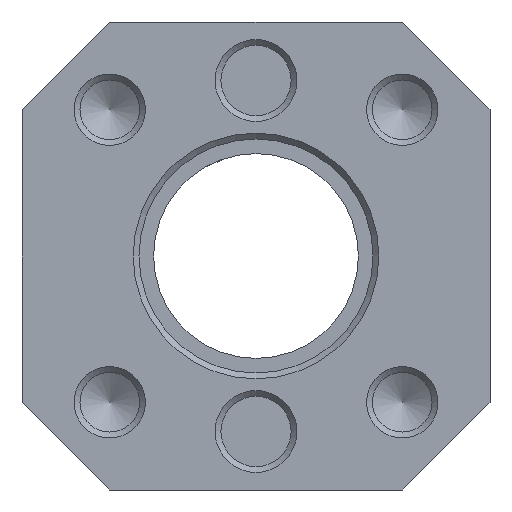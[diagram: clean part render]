
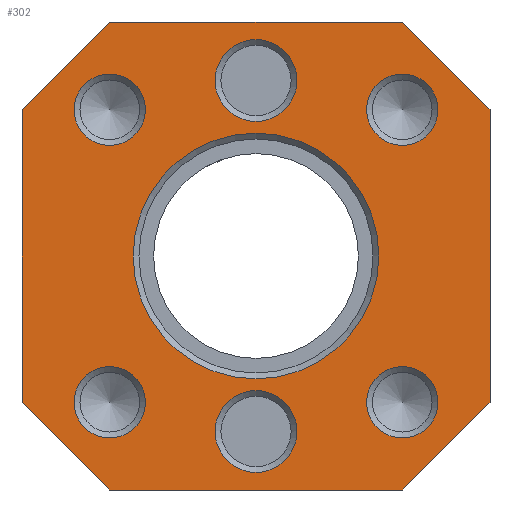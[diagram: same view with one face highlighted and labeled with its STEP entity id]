
A CAD part, front view. The second image highlights one B-rep face of the part: STEP entity #302.
In plain terms, the highlighted planar face has unit normal (0, -1, 0).
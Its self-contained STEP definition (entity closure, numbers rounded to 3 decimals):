
#302 = ADVANCED_FACE( '', ( #745, #746, #747, #748, #749, #750, #751, #752 ), #753, .T. );
#745 = FACE_BOUND( '', #1774, .T. );
#746 = FACE_BOUND( '', #1775, .T. );
#747 = FACE_BOUND( '', #1776, .T. );
#748 = FACE_BOUND( '', #1777, .T. );
#749 = FACE_BOUND( '', #1778, .T. );
#750 = FACE_BOUND( '', #1779, .T. );
#751 = FACE_BOUND( '', #1780, .T. );
#752 = FACE_OUTER_BOUND( '', #1781, .T. );
#753 = PLANE( '', #1782 );
#1774 = EDGE_LOOP( '', ( #2926 ) );
#1775 = EDGE_LOOP( '', ( #2927 ) );
#1776 = EDGE_LOOP( '', ( #2928 ) );
#1777 = EDGE_LOOP( '', ( #2929 ) );
#1778 = EDGE_LOOP( '', ( #2930 ) );
#1779 = EDGE_LOOP( '', ( #2931 ) );
#1780 = EDGE_LOOP( '', ( #2932 ) );
#1781 = EDGE_LOOP( '', ( #2933, #2934, #2935, #2936, #2937, #2938, #2939, #2940 ) );
#1782 = AXIS2_PLACEMENT_3D( '', #2941, #2942, #2943 );
#2926 = ORIENTED_EDGE( '', *, *, #3710, .T. );
#2927 = ORIENTED_EDGE( '', *, *, #3711, .T. );
#2928 = ORIENTED_EDGE( '', *, *, #3600, .T. );
#2929 = ORIENTED_EDGE( '', *, *, #3712, .T. );
#2930 = ORIENTED_EDGE( '', *, *, #3713, .T. );
#2931 = ORIENTED_EDGE( '', *, *, #3649, .T. );
#2932 = ORIENTED_EDGE( '', *, *, #3714, .T. );
#2933 = ORIENTED_EDGE( '', *, *, #3715, .T. );
#2934 = ORIENTED_EDGE( '', *, *, #3716, .T. );
#2935 = ORIENTED_EDGE( '', *, *, #3717, .T. );
#2936 = ORIENTED_EDGE( '', *, *, #3718, .T. );
#2937 = ORIENTED_EDGE( '', *, *, #3719, .T. );
#2938 = ORIENTED_EDGE( '', *, *, #3720, .T. );
#2939 = ORIENTED_EDGE( '', *, *, #3721, .T. );
#2940 = ORIENTED_EDGE( '', *, *, #3722, .T. );
#2941 = CARTESIAN_POINT( '', ( -40., -375.5, -40. ) );
#2942 = DIRECTION( '', ( 0., -1., 0. ) );
#2943 = DIRECTION( '', ( 0., 0., -1. ) );
#3600 = EDGE_CURVE( '', #3995, #3995, #3996, .F. );
#3649 = EDGE_CURVE( '', #4071, #4071, #4072, .F. );
#3710 = EDGE_CURVE( '', #4166, #4166, #4167, .F. );
#3711 = EDGE_CURVE( '', #4168, #4168, #4169, .F. );
#3712 = EDGE_CURVE( '', #4170, #4170, #4171, .F. );
#3713 = EDGE_CURVE( '', #4172, #4172, #4173, .F. );
#3714 = EDGE_CURVE( '', #4174, #4174, #4175, .F. );
#3715 = EDGE_CURVE( '', #4176, #4177, #4178, .T. );
#3716 = EDGE_CURVE( '', #4177, #4179, #4180, .F. );
#3717 = EDGE_CURVE( '', #4179, #4181, #4182, .T. );
#3718 = EDGE_CURVE( '', #4181, #4183, #4184, .F. );
#3719 = EDGE_CURVE( '', #4183, #4185, #4186, .T. );
#3720 = EDGE_CURVE( '', #4185, #4187, #4188, .F. );
#3721 = EDGE_CURVE( '', #4187, #4189, #4190, .T. );
#3722 = EDGE_CURVE( '', #4189, #4176, #4191, .F. );
#3995 = VERTEX_POINT( '', #4888 );
#3996 = CIRCLE( '', #4889, 7. );
#4071 = VERTEX_POINT( '', #5267 );
#4072 = CIRCLE( '', #5268, 7. );
#4166 = VERTEX_POINT( '', #5901 );
#4167 = CIRCLE( '', #5902, 21. );
#4168 = VERTEX_POINT( '', #5903 );
#4169 = CIRCLE( '', #5904, 6.1 );
#4170 = VERTEX_POINT( '', #5905 );
#4171 = CIRCLE( '', #5906, 6.1 );
#4172 = VERTEX_POINT( '', #5907 );
#4173 = CIRCLE( '', #5908, 6.1 );
#4174 = VERTEX_POINT( '', #5909 );
#4175 = CIRCLE( '', #5910, 6.1 );
#4176 = VERTEX_POINT( '', #5911 );
#4177 = VERTEX_POINT( '', #5912 );
#4178 = LINE( '', #5913, #5914 );
#4179 = VERTEX_POINT( '', #5915 );
#4180 = LINE( '', #5916, #5917 );
#4181 = VERTEX_POINT( '', #5918 );
#4182 = LINE( '', #5919, #5920 );
#4183 = VERTEX_POINT( '', #5921 );
#4184 = LINE( '', #5922, #5923 );
#4185 = VERTEX_POINT( '', #5924 );
#4186 = LINE( '', #5925, #5926 );
#4187 = VERTEX_POINT( '', #5927 );
#4188 = LINE( '', #5928, #5929 );
#4189 = VERTEX_POINT( '', #5930 );
#4190 = LINE( '', #5931, #5932 );
#4191 = LINE( '', #5933, #5934 );
#4888 = CARTESIAN_POINT( '', ( 0., -375.5, -37. ) );
#4889 = AXIS2_PLACEMENT_3D( '', #7212, #7213, #7214 );
#5267 = CARTESIAN_POINT( '', ( 0., -375.5, 23. ) );
#5268 = AXIS2_PLACEMENT_3D( '', #7278, #7279, #7280 );
#5901 = CARTESIAN_POINT( '', ( 0., -375.5, -21. ) );
#5902 = AXIS2_PLACEMENT_3D( '', #7344, #7345, #7346 );
#5903 = CARTESIAN_POINT( '', ( -25., -375.5, -31.1 ) );
#5904 = AXIS2_PLACEMENT_3D( '', #7347, #7348, #7349 );
#5905 = CARTESIAN_POINT( '', ( 25., -375.5, -31.1 ) );
#5906 = AXIS2_PLACEMENT_3D( '', #7350, #7351, #7352 );
#5907 = CARTESIAN_POINT( '', ( 25., -375.5, 18.9 ) );
#5908 = AXIS2_PLACEMENT_3D( '', #7353, #7354, #7355 );
#5909 = CARTESIAN_POINT( '', ( -25., -375.5, 18.9 ) );
#5910 = AXIS2_PLACEMENT_3D( '', #7356, #7357, #7358 );
#5911 = CARTESIAN_POINT( '', ( -40., -375.5, 25. ) );
#5912 = CARTESIAN_POINT( '', ( -40., -375.5, -25. ) );
#5913 = CARTESIAN_POINT( '', ( -40., -375.5, 40. ) );
#5914 = VECTOR( '', #7359, 1000. );
#5915 = CARTESIAN_POINT( '', ( -25., -375.5, -40. ) );
#5916 = CARTESIAN_POINT( '', ( -32.5, -375.5, -32.5 ) );
#5917 = VECTOR( '', #7360, 1000. );
#5918 = CARTESIAN_POINT( '', ( 25., -375.5, -40. ) );
#5919 = CARTESIAN_POINT( '', ( -40., -375.5, -40. ) );
#5920 = VECTOR( '', #7361, 1000. );
#5921 = CARTESIAN_POINT( '', ( 40., -375.5, -25. ) );
#5922 = CARTESIAN_POINT( '', ( -7.5, -375.5, -72.5 ) );
#5923 = VECTOR( '', #7362, 1000. );
#5924 = CARTESIAN_POINT( '', ( 40., -375.5, 25. ) );
#5925 = CARTESIAN_POINT( '', ( 40., -375.5, -40. ) );
#5926 = VECTOR( '', #7363, 1000. );
#5927 = CARTESIAN_POINT( '', ( 25., -375.5, 40. ) );
#5928 = CARTESIAN_POINT( '', ( 32.5, -375.5, 32.5 ) );
#5929 = VECTOR( '', #7364, 1000. );
#5930 = CARTESIAN_POINT( '', ( -25., -375.5, 40. ) );
#5931 = CARTESIAN_POINT( '', ( 40., -375.5, 40. ) );
#5932 = VECTOR( '', #7365, 1000. );
#5933 = CARTESIAN_POINT( '', ( -72.5, -375.5, -7.5 ) );
#5934 = VECTOR( '', #7366, 1000. );
#7212 = CARTESIAN_POINT( '', ( 0., -375.5, -30. ) );
#7213 = DIRECTION( '', ( 0., -1., 0. ) );
#7214 = DIRECTION( '', ( 0., 0., -1. ) );
#7278 = CARTESIAN_POINT( '', ( 0., -375.5, 30. ) );
#7279 = DIRECTION( '', ( 0., -1., 0. ) );
#7280 = DIRECTION( '', ( 0., 0., -1. ) );
#7344 = CARTESIAN_POINT( '', ( 0., -375.5, 0. ) );
#7345 = DIRECTION( '', ( 0., -1., 0. ) );
#7346 = DIRECTION( '', ( 0., 0., -1. ) );
#7347 = CARTESIAN_POINT( '', ( -25., -375.5, -25. ) );
#7348 = DIRECTION( '', ( 0., -1., 0. ) );
#7349 = DIRECTION( '', ( 0., 0., -1. ) );
#7350 = CARTESIAN_POINT( '', ( 25., -375.5, -25. ) );
#7351 = DIRECTION( '', ( 0., -1., 0. ) );
#7352 = DIRECTION( '', ( 0., 0., -1. ) );
#7353 = CARTESIAN_POINT( '', ( 25., -375.5, 25. ) );
#7354 = DIRECTION( '', ( 0., -1., 0. ) );
#7355 = DIRECTION( '', ( 0., 0., -1. ) );
#7356 = CARTESIAN_POINT( '', ( -25., -375.5, 25. ) );
#7357 = DIRECTION( '', ( 0., -1., 0. ) );
#7358 = DIRECTION( '', ( 0., 0., -1. ) );
#7359 = DIRECTION( '', ( 0., 0., -1. ) );
#7360 = DIRECTION( '', ( -0.707, 0., 0.707 ) );
#7361 = DIRECTION( '', ( 1., 0., 0. ) );
#7362 = DIRECTION( '', ( -0.707, 0., -0.707 ) );
#7363 = DIRECTION( '', ( 0., 0., 1. ) );
#7364 = DIRECTION( '', ( 0.707, 0., -0.707 ) );
#7365 = DIRECTION( '', ( -1., 0., 0. ) );
#7366 = DIRECTION( '', ( 0.707, 0., 0.707 ) );
